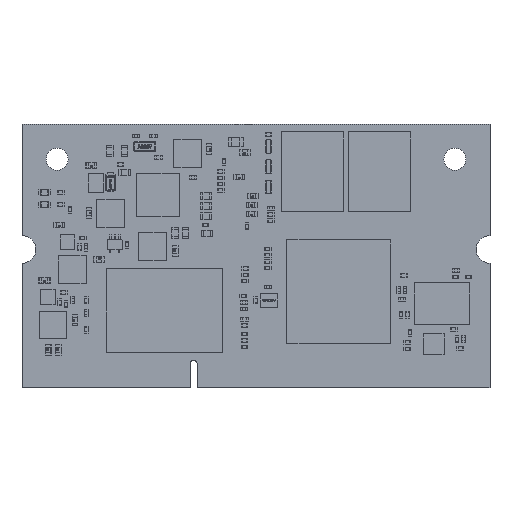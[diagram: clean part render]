
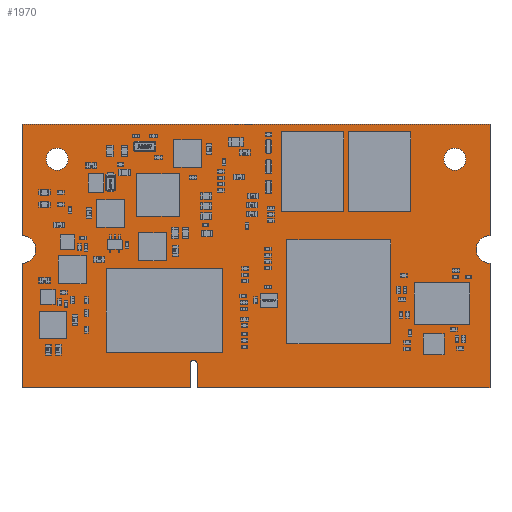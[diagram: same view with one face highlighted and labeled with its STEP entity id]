
A CAD part, top view. The second image highlights one B-rep face of the part: STEP entity #1970.
In plain terms, the highlighted planar face has unit normal (0, 0, 1).
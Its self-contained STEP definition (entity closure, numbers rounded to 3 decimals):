
#1115 = VERTEX_POINT('',#1116);
#1116 = CARTESIAN_POINT('',(0.,0.,0.));
#1122 = EDGE_CURVE('',#1115,#1123,#1125,.T.);
#1123 = VERTEX_POINT('',#1124);
#1124 = CARTESIAN_POINT('',(0.,18.,0.));
#1125 = LINE('',#1126,#1127);
#1126 = CARTESIAN_POINT('',(0.,0.,0.));
#1127 = VECTOR('',#1128,1.);
#1128 = DIRECTION('',(0.,1.,0.));
#1153 = EDGE_CURVE('',#1123,#1154,#1156,.T.);
#1154 = VERTEX_POINT('',#1155);
#1155 = CARTESIAN_POINT('',(0.,22.,0.));
#1156 = CIRCLE('',#1157,2.);
#1157 = AXIS2_PLACEMENT_3D('',#1158,#1159,#1160);
#1158 = CARTESIAN_POINT('',(0.,20.,0.));
#1159 = DIRECTION('',(0.,0.,1.));
#1160 = DIRECTION('',(0.,-1.,0.));
#1186 = EDGE_CURVE('',#1154,#1187,#1189,.T.);
#1187 = VERTEX_POINT('',#1188);
#1188 = CARTESIAN_POINT('',(0.,38.1,0.));
#1189 = LINE('',#1190,#1191);
#1190 = CARTESIAN_POINT('',(0.,22.,0.));
#1191 = VECTOR('',#1192,1.);
#1192 = DIRECTION('',(0.,1.,0.));
#1217 = EDGE_CURVE('',#1187,#1218,#1220,.T.);
#1218 = VERTEX_POINT('',#1219);
#1219 = CARTESIAN_POINT('',(67.6,38.1,0.));
#1220 = LINE('',#1221,#1222);
#1221 = CARTESIAN_POINT('',(0.,38.1,0.));
#1222 = VECTOR('',#1223,1.);
#1223 = DIRECTION('',(1.,0.,0.));
#1248 = EDGE_CURVE('',#1218,#1249,#1251,.T.);
#1249 = VERTEX_POINT('',#1250);
#1250 = CARTESIAN_POINT('',(67.6,22.,0.));
#1251 = LINE('',#1252,#1253);
#1252 = CARTESIAN_POINT('',(67.6,38.1,0.));
#1253 = VECTOR('',#1254,1.);
#1254 = DIRECTION('',(0.,-1.,0.));
#1279 = EDGE_CURVE('',#1249,#1280,#1282,.T.);
#1280 = VERTEX_POINT('',#1281);
#1281 = CARTESIAN_POINT('',(67.6,18.,0.));
#1282 = CIRCLE('',#1283,2.);
#1283 = AXIS2_PLACEMENT_3D('',#1284,#1285,#1286);
#1284 = CARTESIAN_POINT('',(67.6,20.,0.));
#1285 = DIRECTION('',(0.,0.,1.));
#1286 = DIRECTION('',(0.,1.,0.));
#1312 = EDGE_CURVE('',#1280,#1313,#1315,.T.);
#1313 = VERTEX_POINT('',#1314);
#1314 = CARTESIAN_POINT('',(67.6,0.,0.));
#1315 = LINE('',#1316,#1317);
#1316 = CARTESIAN_POINT('',(67.6,18.,0.));
#1317 = VECTOR('',#1318,1.);
#1318 = DIRECTION('',(0.,-1.,0.));
#1343 = EDGE_CURVE('',#1313,#1344,#1346,.T.);
#1344 = VERTEX_POINT('',#1345);
#1345 = CARTESIAN_POINT('',(25.3,0.,0.));
#1346 = LINE('',#1347,#1348);
#1347 = CARTESIAN_POINT('',(67.6,0.,0.));
#1348 = VECTOR('',#1349,1.);
#1349 = DIRECTION('',(-1.,0.,0.));
#1374 = EDGE_CURVE('',#1344,#1375,#1377,.T.);
#1375 = VERTEX_POINT('',#1376);
#1376 = CARTESIAN_POINT('',(25.3,3.499,0.));
#1377 = LINE('',#1378,#1379);
#1378 = CARTESIAN_POINT('',(25.3,0.,0.));
#1379 = VECTOR('',#1380,1.);
#1380 = DIRECTION('',(0.,1.,0.));
#1405 = EDGE_CURVE('',#1375,#1406,#1408,.T.);
#1406 = VERTEX_POINT('',#1407);
#1407 = CARTESIAN_POINT('',(25.3,3.5,0.));
#1408 = CIRCLE('',#1409,0.5);
#1409 = AXIS2_PLACEMENT_3D('',#1410,#1411,#1412);
#1410 = CARTESIAN_POINT('',(24.8,3.5,0.));
#1411 = DIRECTION('',(0.,0.,1.));
#1412 = DIRECTION('',(1.,0.,0.));
#1438 = EDGE_CURVE('',#1406,#1439,#1441,.T.);
#1439 = VERTEX_POINT('',#1440);
#1440 = CARTESIAN_POINT('',(24.9,3.99,0.));
#1441 = CIRCLE('',#1442,0.5);
#1442 = AXIS2_PLACEMENT_3D('',#1443,#1444,#1445);
#1443 = CARTESIAN_POINT('',(24.8,3.5,0.));
#1444 = DIRECTION('',(0.,0.,1.));
#1445 = DIRECTION('',(1.,0.,0.));
#1471 = EDGE_CURVE('',#1439,#1472,#1474,.T.);
#1472 = VERTEX_POINT('',#1473);
#1473 = CARTESIAN_POINT('',(24.3,3.5,0.));
#1474 = CIRCLE('',#1475,0.5);
#1475 = AXIS2_PLACEMENT_3D('',#1476,#1477,#1478);
#1476 = CARTESIAN_POINT('',(24.8,3.5,0.));
#1477 = DIRECTION('',(0.,0.,1.));
#1478 = DIRECTION('',(1.,0.,0.));
#1504 = EDGE_CURVE('',#1472,#1505,#1507,.T.);
#1505 = VERTEX_POINT('',#1506);
#1506 = CARTESIAN_POINT('',(24.3,0.,0.));
#1507 = LINE('',#1508,#1509);
#1508 = CARTESIAN_POINT('',(24.3,3.5,0.));
#1509 = VECTOR('',#1510,1.);
#1510 = DIRECTION('',(0.,-1.,0.));
#1535 = EDGE_CURVE('',#1505,#1115,#1536,.T.);
#1536 = LINE('',#1537,#1538);
#1537 = CARTESIAN_POINT('',(24.3,0.,0.));
#1538 = VECTOR('',#1539,1.);
#1539 = DIRECTION('',(-1.,0.,0.));
#1559 = VERTEX_POINT('',#1560);
#1560 = CARTESIAN_POINT('',(63.786,13.463,0.));
#1566 = EDGE_CURVE('',#1559,#1559,#1567,.T.);
#1567 = CIRCLE('',#1568,0.152);
#1568 = AXIS2_PLACEMENT_3D('',#1569,#1570,#1571);
#1569 = CARTESIAN_POINT('',(63.634,13.463,0.));
#1570 = DIRECTION('',(0.,0.,1.));
#1571 = DIRECTION('',(1.,0.,0.));
#1592 = VERTEX_POINT('',#1593);
#1593 = CARTESIAN_POINT('',(63.786,11.53,0.));
#1599 = EDGE_CURVE('',#1592,#1592,#1600,.T.);
#1600 = CIRCLE('',#1601,0.152);
#1601 = AXIS2_PLACEMENT_3D('',#1602,#1603,#1604);
#1602 = CARTESIAN_POINT('',(63.634,11.53,0.));
#1603 = DIRECTION('',(0.,0.,1.));
#1604 = DIRECTION('',(1.,0.,0.));
#1625 = VERTEX_POINT('',#1626);
#1626 = CARTESIAN_POINT('',(57.946,13.797,0.));
#1632 = EDGE_CURVE('',#1625,#1625,#1633,.T.);
#1633 = CIRCLE('',#1634,0.152);
#1634 = AXIS2_PLACEMENT_3D('',#1635,#1636,#1637);
#1635 = CARTESIAN_POINT('',(57.793,13.797,0.));
#1636 = DIRECTION('',(0.,0.,1.));
#1637 = DIRECTION('',(1.,0.,0.));
#1658 = VERTEX_POINT('',#1659);
#1659 = CARTESIAN_POINT('',(21.884,30.075,0.));
#1665 = EDGE_CURVE('',#1658,#1658,#1666,.T.);
#1666 = CIRCLE('',#1667,0.152);
#1667 = AXIS2_PLACEMENT_3D('',#1668,#1669,#1670);
#1668 = CARTESIAN_POINT('',(21.732,30.075,0.));
#1669 = DIRECTION('',(0.,0.,1.));
#1670 = DIRECTION('',(1.,0.,0.));
#1691 = VERTEX_POINT('',#1692);
#1692 = CARTESIAN_POINT('',(22.426,25.242,0.));
#1698 = EDGE_CURVE('',#1691,#1691,#1699,.T.);
#1699 = CIRCLE('',#1700,0.152);
#1700 = AXIS2_PLACEMENT_3D('',#1701,#1702,#1703);
#1701 = CARTESIAN_POINT('',(22.273,25.242,0.));
#1702 = DIRECTION('',(0.,0.,1.));
#1703 = DIRECTION('',(1.,0.,0.));
#1724 = VERTEX_POINT('',#1725);
#1725 = CARTESIAN_POINT('',(17.614,29.007,0.));
#1731 = EDGE_CURVE('',#1724,#1724,#1732,.T.);
#1732 = CIRCLE('',#1733,0.152);
#1733 = AXIS2_PLACEMENT_3D('',#1734,#1735,#1736);
#1734 = CARTESIAN_POINT('',(17.461,29.007,0.));
#1735 = DIRECTION('',(0.,0.,1.));
#1736 = DIRECTION('',(1.,0.,0.));
#1757 = VERTEX_POINT('',#1758);
#1758 = CARTESIAN_POINT('',(17.565,25.866,0.));
#1764 = EDGE_CURVE('',#1757,#1757,#1765,.T.);
#1765 = CIRCLE('',#1766,0.152);
#1766 = AXIS2_PLACEMENT_3D('',#1767,#1768,#1769);
#1767 = CARTESIAN_POINT('',(17.412,25.866,0.));
#1768 = DIRECTION('',(0.,0.,1.));
#1769 = DIRECTION('',(1.,0.,0.));
#1790 = VERTEX_POINT('',#1791);
#1791 = CARTESIAN_POINT('',(64.107,33.02,0.));
#1797 = EDGE_CURVE('',#1790,#1790,#1798,.T.);
#1798 = CIRCLE('',#1799,1.588);
#1799 = AXIS2_PLACEMENT_3D('',#1800,#1801,#1802);
#1800 = CARTESIAN_POINT('',(62.52,33.02,0.));
#1801 = DIRECTION('',(0.,0.,1.));
#1802 = DIRECTION('',(1.,0.,0.));
#1823 = VERTEX_POINT('',#1824);
#1824 = CARTESIAN_POINT('',(63.808,9.738,0.));
#1830 = EDGE_CURVE('',#1823,#1823,#1831,.T.);
#1831 = CIRCLE('',#1832,0.152);
#1832 = AXIS2_PLACEMENT_3D('',#1833,#1834,#1835);
#1833 = CARTESIAN_POINT('',(63.655,9.738,0.));
#1834 = DIRECTION('',(0.,0.,1.));
#1835 = DIRECTION('',(1.,0.,0.));
#1856 = VERTEX_POINT('',#1857);
#1857 = CARTESIAN_POINT('',(57.855,9.934,0.));
#1863 = EDGE_CURVE('',#1856,#1856,#1864,.T.);
#1864 = CIRCLE('',#1865,0.152);
#1865 = AXIS2_PLACEMENT_3D('',#1866,#1867,#1868);
#1866 = CARTESIAN_POINT('',(57.703,9.934,0.));
#1867 = DIRECTION('',(0.,0.,1.));
#1868 = DIRECTION('',(1.,0.,0.));
#1889 = VERTEX_POINT('',#1890);
#1890 = CARTESIAN_POINT('',(6.668,33.02,0.));
#1896 = EDGE_CURVE('',#1889,#1889,#1897,.T.);
#1897 = CIRCLE('',#1898,1.588);
#1898 = AXIS2_PLACEMENT_3D('',#1899,#1900,#1901);
#1899 = CARTESIAN_POINT('',(5.08,33.02,0.));
#1900 = DIRECTION('',(0.,0.,1.));
#1901 = DIRECTION('',(1.,0.,0.));
#1970 = ADVANCED_FACE('',(#1971,#1987,#1990,#1993,#1996,#1999,#2002,
    #2005,#2008,#2011,#2014,#2017),#2020,.T.);
#1971 = FACE_BOUND('',#1972,.T.);
#1972 = EDGE_LOOP('',(#1973,#1974,#1975,#1976,#1977,#1978,#1979,#1980,
    #1981,#1982,#1983,#1984,#1985,#1986));
#1973 = ORIENTED_EDGE('',*,*,#1122,.F.);
#1974 = ORIENTED_EDGE('',*,*,#1535,.F.);
#1975 = ORIENTED_EDGE('',*,*,#1504,.F.);
#1976 = ORIENTED_EDGE('',*,*,#1471,.F.);
#1977 = ORIENTED_EDGE('',*,*,#1438,.F.);
#1978 = ORIENTED_EDGE('',*,*,#1405,.F.);
#1979 = ORIENTED_EDGE('',*,*,#1374,.F.);
#1980 = ORIENTED_EDGE('',*,*,#1343,.F.);
#1981 = ORIENTED_EDGE('',*,*,#1312,.F.);
#1982 = ORIENTED_EDGE('',*,*,#1279,.F.);
#1983 = ORIENTED_EDGE('',*,*,#1248,.F.);
#1984 = ORIENTED_EDGE('',*,*,#1217,.F.);
#1985 = ORIENTED_EDGE('',*,*,#1186,.F.);
#1986 = ORIENTED_EDGE('',*,*,#1153,.F.);
#1987 = FACE_BOUND('',#1988,.T.);
#1988 = EDGE_LOOP('',(#1989));
#1989 = ORIENTED_EDGE('',*,*,#1566,.F.);
#1990 = FACE_BOUND('',#1991,.T.);
#1991 = EDGE_LOOP('',(#1992));
#1992 = ORIENTED_EDGE('',*,*,#1599,.F.);
#1993 = FACE_BOUND('',#1994,.T.);
#1994 = EDGE_LOOP('',(#1995));
#1995 = ORIENTED_EDGE('',*,*,#1632,.F.);
#1996 = FACE_BOUND('',#1997,.T.);
#1997 = EDGE_LOOP('',(#1998));
#1998 = ORIENTED_EDGE('',*,*,#1665,.F.);
#1999 = FACE_BOUND('',#2000,.T.);
#2000 = EDGE_LOOP('',(#2001));
#2001 = ORIENTED_EDGE('',*,*,#1698,.F.);
#2002 = FACE_BOUND('',#2003,.T.);
#2003 = EDGE_LOOP('',(#2004));
#2004 = ORIENTED_EDGE('',*,*,#1731,.F.);
#2005 = FACE_BOUND('',#2006,.T.);
#2006 = EDGE_LOOP('',(#2007));
#2007 = ORIENTED_EDGE('',*,*,#1764,.F.);
#2008 = FACE_BOUND('',#2009,.T.);
#2009 = EDGE_LOOP('',(#2010));
#2010 = ORIENTED_EDGE('',*,*,#1797,.F.);
#2011 = FACE_BOUND('',#2012,.T.);
#2012 = EDGE_LOOP('',(#2013));
#2013 = ORIENTED_EDGE('',*,*,#1830,.F.);
#2014 = FACE_BOUND('',#2015,.T.);
#2015 = EDGE_LOOP('',(#2016));
#2016 = ORIENTED_EDGE('',*,*,#1863,.F.);
#2017 = FACE_BOUND('',#2018,.T.);
#2018 = EDGE_LOOP('',(#2019));
#2019 = ORIENTED_EDGE('',*,*,#1896,.F.);
#2020 = PLANE('',#2021);
#2021 = AXIS2_PLACEMENT_3D('',#2022,#2023,#2024);
#2022 = CARTESIAN_POINT('',(0.,0.,0.));
#2023 = DIRECTION('',(0.,0.,1.));
#2024 = DIRECTION('',(1.,0.,0.));
